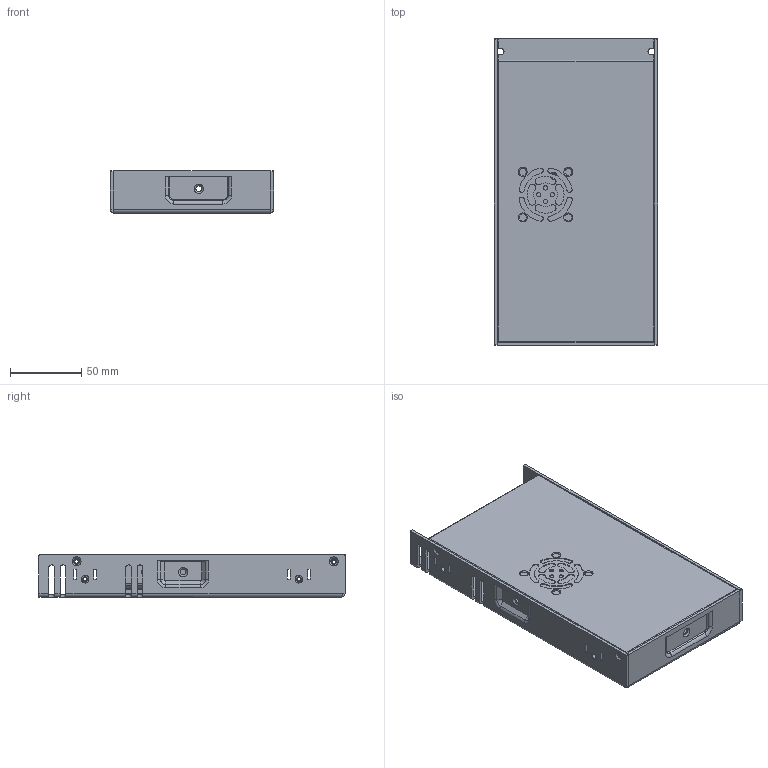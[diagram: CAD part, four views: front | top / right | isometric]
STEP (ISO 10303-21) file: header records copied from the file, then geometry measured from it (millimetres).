
FILE_DESCRIPTION(/* description */ (''),/* implementation_level */ '2;1');
FILE_NAME(/* name */ 'MYT300-R.stp',/* time_stamp */ '2023-09-11T15:11:36+08:00',/* author */ (''),/* organization */ (''),/* preprocessor_version */ 'ST-DEVELOPER v19.3',/* originating_system */ 'SIEMENS PLM Software NX2212.3001',/* authorisation */ '');
FILE_SCHEMA (('AUTOMOTIVE_DESIGN { 1 0 10303 214 3 1 1 1 }'));
Length unit declared in the file: millimetre
Products named in the file (5): MTS350-A01_MODEL; 铆钉M3D5L5; A04WJJSK0000109; A04WJJSK0000067; MYT300-R
Assembly tree (8 placements, depth 2):
  MYT300-R
    A04WJJSK0000067
    A04WJJSK0000109
    铆钉M3D5L5  x5
    MTS350-A01_MODEL
Bounding box: 114.5 x 215 x 29.5 mm (x, y, z)
Volume: 91607.8 mm3; surface area: 130499.5 mm2
Topology: 9 solids, 9 shells, 462 faces, 1212 edges, 773 vertices
Faces by surface type: plane 239, cylinder 160, cone 33, torus 28, bspline 2
Full cylindrical faces by diameter (mm): 2.5 x13, 3 x4, 3.3 x6, 3.5 x4, 4 x10, 4.8 x7, 5 x5, 5.3 x4, 5.4 x4
Entity records: 12592 total; most frequent: DIRECTION 2234, CARTESIAN_POINT 2110, ORIENTED_EDGE 1982, EDGE_CURVE 991, AXIS2_PLACEMENT_3D 822, VERTEX_POINT 666, EDGE_LOOP 619, LINE 590
